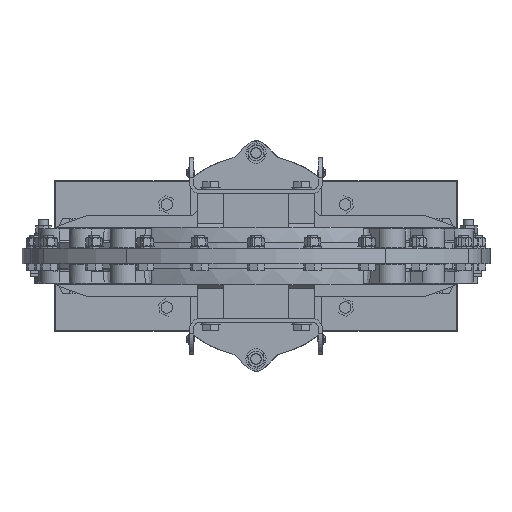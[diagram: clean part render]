
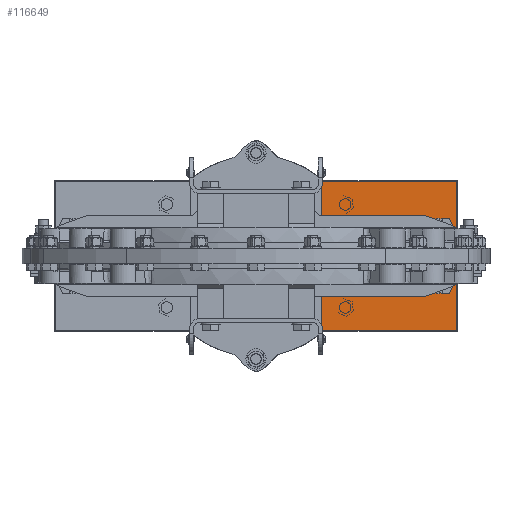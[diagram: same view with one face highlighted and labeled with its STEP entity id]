
A CAD part, front view. The second image highlights one B-rep face of the part: STEP entity #116649.
In plain terms, the highlighted planar face has unit normal (0, 1, 0).
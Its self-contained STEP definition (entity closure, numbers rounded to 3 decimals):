
#331 = LINE ( 'NONE', #1793, #130764 ) ;
#334 = LINE ( 'NONE', #1802, #130768 ) ;
#337 = LINE ( 'NONE', #1808, #130771 ) ;
#338 = LINE ( 'NONE', #1810, #130772 ) ;
#341 = LINE ( 'NONE', #1828, #130785 ) ;
#513 = LINE ( 'NONE', #8056, #8954 ) ;
#524 = LINE ( 'NONE', #8111, #8988 ) ;
#532 = LINE ( 'NONE', #8166, #9025 ) ;
#533 = LINE ( 'NONE', #8170, #9029 ) ;
#534 = LINE ( 'NONE', #8179, #9035 ) ;
#1793 = CARTESIAN_POINT ( 'NONE',  ( 128.5, 1531., 145. ) ) ;
#1794 = DIRECTION ( 'NONE',  ( 0., 0., 1. ) ) ;
#1802 = CARTESIAN_POINT ( 'NONE',  ( 386.5, 1531., 145. ) ) ;
#1803 = DIRECTION ( 'NONE',  ( 1., 0., 0. ) ) ;
#1808 = CARTESIAN_POINT ( 'NONE',  ( 387.5, 1531., 145. ) ) ;
#1809 = DIRECTION ( 'NONE',  ( 0., 0., 1. ) ) ;
#1810 = CARTESIAN_POINT ( 'NONE',  ( 386.5, 1531., -145. ) ) ;
#1811 = DIRECTION ( 'NONE',  ( 1., 0., 0. ) ) ;
#1828 = CARTESIAN_POINT ( 'NONE',  ( 128.5, 1531., -145. ) ) ;
#1829 = DIRECTION ( 'NONE',  ( 0., 0., -1. ) ) ;
#8056 = CARTESIAN_POINT ( 'NONE',  ( 127.5, 1531., -145. ) ) ;
#8057 = DIRECTION ( 'NONE',  ( 0., 0., -1. ) ) ;
#8111 = CARTESIAN_POINT ( 'NONE',  ( 127.5, 1531., 145. ) ) ;
#8113 = DIRECTION ( 'NONE',  ( 0., 0., -1. ) ) ;
#8135 = CARTESIAN_POINT ( 'NONE',  ( 107.5, 1531., 140. ) ) ;
#8137 = DIRECTION ( 'NONE',  ( 0., 1., 0. ) ) ;
#8138 = DIRECTION ( 'NONE',  ( 0., 0., 1. ) ) ;
#8166 = CARTESIAN_POINT ( 'NONE',  ( 128.5, 1531., 160. ) ) ;
#8167 = DIRECTION ( 'NONE',  ( -1., 0., 0. ) ) ;
#8170 = CARTESIAN_POINT ( 'NONE',  ( 128.5, 1531., -160. ) ) ;
#8171 = DIRECTION ( 'NONE',  ( -1., 0., 0. ) ) ;
#8174 = CARTESIAN_POINT ( 'NONE',  ( 107.5, 1531., -140. ) ) ;
#8175 = DIRECTION ( 'NONE',  ( 0., 1., 0. ) ) ;
#8177 = DIRECTION ( 'NONE',  ( 0., 0., 1. ) ) ;
#8179 = CARTESIAN_POINT ( 'NONE',  ( 126.5, 1531., -145. ) ) ;
#8181 = DIRECTION ( 'NONE',  ( 0., 0., -1. ) ) ;
#8954 = VECTOR ( 'NONE', #8057, 1000. ) ;
#8988 = VECTOR ( 'NONE', #8113, 1000. ) ;
#8990 = CIRCLE ( 'NONE', #9006, 20. ) ;
#9006 = AXIS2_PLACEMENT_3D ( 'NONE', #8135, #8137, #8138 ) ;
#9008 = CIRCLE ( 'NONE', #9031, 20. ) ;
#9025 = VECTOR ( 'NONE', #8167, 1000. ) ;
#9029 = VECTOR ( 'NONE', #8171, 1000. ) ;
#9031 = AXIS2_PLACEMENT_3D ( 'NONE', #8174, #8175, #8177 ) ;
#9035 = VECTOR ( 'NONE', #8181, 1000. ) ;
#11083 = AXIS2_PLACEMENT_3D ( 'NONE', #17191, #17192, #17193 ) ;
#11163 = VERTEX_POINT ( 'NONE', #131668 ) ;
#11170 = VERTEX_POINT ( 'NONE', #131652 ) ;
#11172 = VERTEX_POINT ( 'NONE', #131653 ) ;
#11193 = VERTEX_POINT ( 'NONE', #131588 ) ;
#11202 = VERTEX_POINT ( 'NONE', #131567 ) ;
#11205 = VERTEX_POINT ( 'NONE', #131583 ) ;
#11690 = VERTEX_POINT ( 'NONE', #132542 ) ;
#11691 = VERTEX_POINT ( 'NONE', #132544 ) ;
#11698 = VERTEX_POINT ( 'NONE', #132508 ) ;
#11699 = VERTEX_POINT ( 'NONE', #132510 ) ;
#11704 = VERTEX_POINT ( 'NONE', #132474 ) ;
#11713 = VERTEX_POINT ( 'NONE', #132440 ) ;
#14999 = FACE_OUTER_BOUND ( 'NONE', #92704, .T. ) ;
#17190 = PLANE ( 'NONE',  #11083 ) ;
#17191 = CARTESIAN_POINT ( 'NONE',  ( 386.5, 1531., 145. ) ) ;
#17192 = DIRECTION ( 'NONE',  ( 0., 1., 0. ) ) ;
#17193 = DIRECTION ( 'NONE',  ( 0., 0., 1. ) ) ;
#92704 = EDGE_LOOP ( 'NONE', ( #117512, #117514, #117515, #117519, #117520, #117517, #117522, #117523, #117525, #117527, #117529, #117533 ) ) ;
#115669 = EDGE_CURVE ( 'NONE', #11202, #11205, #331, .T. ) ;
#115673 = EDGE_CURVE ( 'NONE', #11202, #11163, #334, .T. ) ;
#115676 = EDGE_CURVE ( 'NONE', #11170, #11163, #337, .T. ) ;
#115677 = EDGE_CURVE ( 'NONE', #11172, #11170, #338, .T. ) ;
#115684 = EDGE_CURVE ( 'NONE', #11172, #11193, #341, .T. ) ;
#115975 = EDGE_CURVE ( 'NONE', #11698, #11699, #513, .T. ) ;
#115988 = EDGE_CURVE ( 'NONE', #11690, #11691, #524, .T. ) ;
#115994 = EDGE_CURVE ( 'NONE', #11691, #11713, #8990, .T. ) ;
#116000 = EDGE_CURVE ( 'NONE', #11205, #11690, #532, .T. ) ;
#116001 = EDGE_CURVE ( 'NONE', #11193, #11699, #533, .T. ) ;
#116002 = EDGE_CURVE ( 'NONE', #11704, #11698, #9008, .T. ) ;
#116003 = EDGE_CURVE ( 'NONE', #11713, #11704, #534, .T. ) ;
#116649 = ADVANCED_FACE ( 'NONE', ( #14999 ), #17190, .T. ) ;
#117512 = ORIENTED_EDGE ( 'NONE', *, *, #115994, .F. ) ;
#117514 = ORIENTED_EDGE ( 'NONE', *, *, #115988, .F. ) ;
#117515 = ORIENTED_EDGE ( 'NONE', *, *, #116000, .F. ) ;
#117517 = ORIENTED_EDGE ( 'NONE', *, *, #115676, .F. ) ;
#117519 = ORIENTED_EDGE ( 'NONE', *, *, #115669, .F. ) ;
#117520 = ORIENTED_EDGE ( 'NONE', *, *, #115673, .T. ) ;
#117522 = ORIENTED_EDGE ( 'NONE', *, *, #115677, .F. ) ;
#117523 = ORIENTED_EDGE ( 'NONE', *, *, #115684, .T. ) ;
#117525 = ORIENTED_EDGE ( 'NONE', *, *, #116001, .T. ) ;
#117527 = ORIENTED_EDGE ( 'NONE', *, *, #115975, .F. ) ;
#117529 = ORIENTED_EDGE ( 'NONE', *, *, #116002, .F. ) ;
#117533 = ORIENTED_EDGE ( 'NONE', *, *, #116003, .F. ) ;
#130764 = VECTOR ( 'NONE', #1794, 1000. ) ;
#130768 = VECTOR ( 'NONE', #1803, 1000. ) ;
#130771 = VECTOR ( 'NONE', #1809, 1000. ) ;
#130772 = VECTOR ( 'NONE', #1811, 1000. ) ;
#130785 = VECTOR ( 'NONE', #1829, 1000. ) ;
#131567 = CARTESIAN_POINT ( 'NONE',  ( 128.5, 1531., 145. ) ) ;
#131583 = CARTESIAN_POINT ( 'NONE',  ( 128.5, 1531., 160. ) ) ;
#131588 = CARTESIAN_POINT ( 'NONE',  ( 128.5, 1531., -160. ) ) ;
#131652 = CARTESIAN_POINT ( 'NONE',  ( 387.5, 1531., -145. ) ) ;
#131653 = CARTESIAN_POINT ( 'NONE',  ( 128.5, 1531., -145. ) ) ;
#131668 = CARTESIAN_POINT ( 'NONE',  ( 387.5, 1531., 145. ) ) ;
#132440 = CARTESIAN_POINT ( 'NONE',  ( 126.5, 1531., 133.755 ) ) ;
#132474 = CARTESIAN_POINT ( 'NONE',  ( 126.5, 1531., -133.755 ) ) ;
#132508 = CARTESIAN_POINT ( 'NONE',  ( 127.5, 1531., -140. ) ) ;
#132510 = CARTESIAN_POINT ( 'NONE',  ( 127.5, 1531., -160. ) ) ;
#132542 = CARTESIAN_POINT ( 'NONE',  ( 127.5, 1531., 160. ) ) ;
#132544 = CARTESIAN_POINT ( 'NONE',  ( 127.5, 1531., 140. ) ) ;
